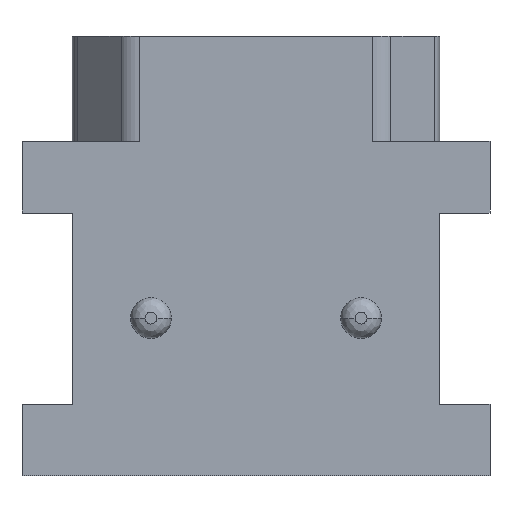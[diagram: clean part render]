
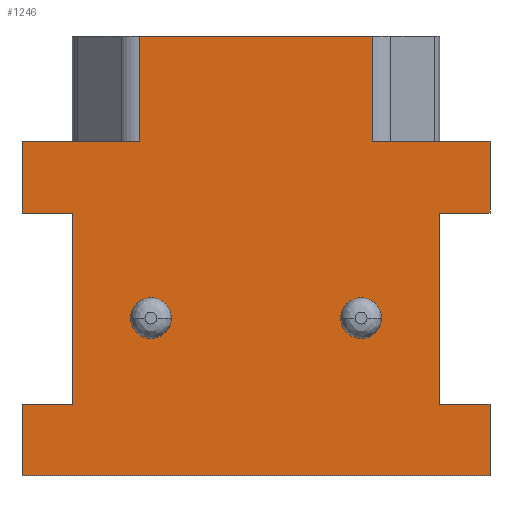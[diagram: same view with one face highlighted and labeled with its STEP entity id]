
A CAD part, front view. The second image highlights one B-rep face of the part: STEP entity #1246.
In plain terms, the highlighted planar face has unit normal (0, -1, 0).
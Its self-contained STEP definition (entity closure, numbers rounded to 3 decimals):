
#54=CARTESIAN_POINT('',(-2.2,-1.6,3.3));
#55=DIRECTION('',(0.,-1.,0.));
#56=DIRECTION('',(1.,0.,0.));
#57=AXIS2_PLACEMENT_3D('',#54,#55,#56);
#62=CARTESIAN_POINT('',(-2.2,-1.6,3.3));
#63=DIRECTION('',(0.,-1.,0.));
#64=DIRECTION('',(-1.,0.,0.));
#65=AXIS2_PLACEMENT_3D('',#62,#63,#64);
#70=CARTESIAN_POINT('',(2.2,-1.6,3.3));
#71=DIRECTION('',(0.,-1.,0.));
#72=DIRECTION('',(1.,0.,0.));
#73=AXIS2_PLACEMENT_3D('',#70,#71,#72);
#78=CARTESIAN_POINT('',(2.2,-1.6,3.3));
#79=DIRECTION('',(0.,-1.,0.));
#80=DIRECTION('',(-1.,0.,0.));
#81=AXIS2_PLACEMENT_3D('',#78,#79,#80);
#86=DIRECTION('',(0.,0.,1.));
#87=VECTOR('',#86,1.5);
#88=CARTESIAN_POINT('',(4.9,-1.6,5.5));
#89=LINE('',#88,#87);
#93=DIRECTION('',(0.,0.,1.));
#94=VECTOR('',#93,1.5);
#95=CARTESIAN_POINT('',(4.9,-1.6,0.));
#96=LINE('',#95,#94);
#100=DIRECTION('',(-1.,0.,0.));
#101=VECTOR('',#100,9.8);
#102=CARTESIAN_POINT('',(4.9,-1.6,0.));
#103=LINE('',#102,#101);
#107=DIRECTION('',(0.,0.,-1.));
#108=VECTOR('',#107,1.5);
#109=CARTESIAN_POINT('',(-4.9,-1.6,1.5));
#110=LINE('',#109,#108);
#114=DIRECTION('',(0.,0.,1.));
#115=VECTOR('',#114,4.);
#116=CARTESIAN_POINT('',(-3.85,-1.6,1.5));
#117=LINE('',#116,#115);
#121=DIRECTION('',(0.,0.,-1.));
#122=VECTOR('',#121,1.5);
#123=CARTESIAN_POINT('',(-4.9,-1.6,7.));
#124=LINE('',#123,#122);
#252=DIRECTION('',(0.,0.,-1.));
#253=VECTOR('',#252,2.2);
#254=CARTESIAN_POINT('',(2.442,-1.6,9.2));
#255=LINE('',#254,#253);
#331=DIRECTION('',(1.,0.,0.));
#332=VECTOR('',#331,4.884);
#333=CARTESIAN_POINT('',(-2.442,-1.6,9.2));
#334=LINE('',#333,#332);
#606=DIRECTION('',(-1.,0.,0.));
#607=VECTOR('',#606,2.458);
#608=CARTESIAN_POINT('',(4.9,-1.6,7.));
#609=LINE('',#608,#607);
#641=DIRECTION('',(-1.,0.,0.));
#642=VECTOR('',#641,2.458);
#643=CARTESIAN_POINT('',(-2.442,-1.6,7.));
#644=LINE('',#643,#642);
#662=DIRECTION('',(0.,0.,1.));
#663=VECTOR('',#662,4.);
#664=CARTESIAN_POINT('',(3.85,-1.6,1.5));
#665=LINE('',#664,#663);
#795=DIRECTION('',(0.,0.,-1.));
#796=VECTOR('',#795,2.2);
#797=CARTESIAN_POINT('',(-2.442,-1.6,9.2));
#798=LINE('',#797,#796);
#915=DIRECTION('',(-1.,0.,0.));
#916=VECTOR('',#915,1.05);
#917=CARTESIAN_POINT('',(4.9,-1.6,1.5));
#918=LINE('',#917,#916);
#929=DIRECTION('',(1.,0.,0.));
#930=VECTOR('',#929,1.05);
#931=CARTESIAN_POINT('',(3.85,-1.6,5.5));
#932=LINE('',#931,#930);
#950=DIRECTION('',(-1.,0.,0.));
#951=VECTOR('',#950,1.05);
#952=CARTESIAN_POINT('',(-3.85,-1.6,1.5));
#953=LINE('',#952,#951);
#985=DIRECTION('',(1.,0.,0.));
#986=VECTOR('',#985,1.05);
#987=CARTESIAN_POINT('',(-4.9,-1.6,5.5));
#988=LINE('',#987,#986);
#1016=CARTESIAN_POINT('',(-4.9,-1.6,7.));
#1017=CARTESIAN_POINT('',(-4.9,-1.6,5.5));
#1018=VERTEX_POINT('',#1016);
#1019=VERTEX_POINT('',#1017);
#1020=CARTESIAN_POINT('',(-4.9,-1.6,1.5));
#1021=CARTESIAN_POINT('',(-4.9,-1.6,0.));
#1022=VERTEX_POINT('',#1020);
#1023=VERTEX_POINT('',#1021);
#1024=CARTESIAN_POINT('',(4.9,-1.6,5.5));
#1025=CARTESIAN_POINT('',(4.9,-1.6,7.));
#1026=VERTEX_POINT('',#1024);
#1027=VERTEX_POINT('',#1025);
#1028=CARTESIAN_POINT('',(4.9,-1.6,0.));
#1029=CARTESIAN_POINT('',(4.9,-1.6,1.5));
#1030=VERTEX_POINT('',#1028);
#1031=VERTEX_POINT('',#1029);
#1056=CARTESIAN_POINT('',(-1.775,-1.6,3.3));
#1057=CARTESIAN_POINT('',(-2.625,-1.6,3.3));
#1058=VERTEX_POINT('',#1056);
#1059=VERTEX_POINT('',#1057);
#1060=CARTESIAN_POINT('',(2.625,-1.6,3.3));
#1061=CARTESIAN_POINT('',(1.775,-1.6,3.3));
#1062=VERTEX_POINT('',#1060);
#1063=VERTEX_POINT('',#1061);
#1120=CARTESIAN_POINT('',(-3.85,-1.6,5.5));
#1122=VERTEX_POINT('',#1120);
#1124=CARTESIAN_POINT('',(3.85,-1.6,5.5));
#1126=VERTEX_POINT('',#1124);
#1128=CARTESIAN_POINT('',(-3.85,-1.6,1.5));
#1130=VERTEX_POINT('',#1128);
#1132=CARTESIAN_POINT('',(3.85,-1.6,1.5));
#1134=VERTEX_POINT('',#1132);
#1144=CARTESIAN_POINT('',(2.442,-1.6,9.2));
#1145=CARTESIAN_POINT('',(2.442,-1.6,7.));
#1146=VERTEX_POINT('',#1144);
#1147=VERTEX_POINT('',#1145);
#1156=CARTESIAN_POINT('',(-2.442,-1.6,9.2));
#1157=VERTEX_POINT('',#1156);
#1158=CARTESIAN_POINT('',(-2.442,-1.6,7.));
#1159=VERTEX_POINT('',#1158);
#1196=CARTESIAN_POINT('',(-2.675,-1.6,0.));
#1197=DIRECTION('',(0.,-1.,0.));
#1198=DIRECTION('',(1.,0.,0.));
#1199=AXIS2_PLACEMENT_3D('',#1196,#1197,#1198);
#1200=PLANE('',#1199);
#1202=ORIENTED_EDGE('',*,*,#1201,.T.);
#1204=ORIENTED_EDGE('',*,*,#1203,.F.);
#1206=ORIENTED_EDGE('',*,*,#1205,.F.);
#1208=ORIENTED_EDGE('',*,*,#1207,.F.);
#1210=ORIENTED_EDGE('',*,*,#1209,.F.);
#1212=ORIENTED_EDGE('',*,*,#1211,.F.);
#1214=ORIENTED_EDGE('',*,*,#1213,.F.);
#1215=ORIENTED_EDGE('',*,*,#1173,.T.);
#1217=ORIENTED_EDGE('',*,*,#1216,.F.);
#1219=ORIENTED_EDGE('',*,*,#1218,.F.);
#1221=ORIENTED_EDGE('',*,*,#1220,.T.);
#1223=ORIENTED_EDGE('',*,*,#1222,.F.);
#1225=ORIENTED_EDGE('',*,*,#1224,.F.);
#1227=ORIENTED_EDGE('',*,*,#1226,.F.);
#1229=ORIENTED_EDGE('',*,*,#1228,.F.);
#1231=ORIENTED_EDGE('',*,*,#1230,.T.);
#1232=EDGE_LOOP('',(#1202,#1204,#1206,#1208,#1210,#1212,#1214,#1215,#1217,#1219,
#1221,#1223,#1225,#1227,#1229,#1231));
#1233=FACE_OUTER_BOUND('',#1232,.F.);
#1235=ORIENTED_EDGE('',*,*,#1234,.T.);
#1237=ORIENTED_EDGE('',*,*,#1236,.T.);
#1238=EDGE_LOOP('',(#1235,#1237));
#1239=FACE_BOUND('',#1238,.F.);
#1241=ORIENTED_EDGE('',*,*,#1240,.T.);
#1243=ORIENTED_EDGE('',*,*,#1242,.T.);
#1244=EDGE_LOOP('',(#1241,#1243));
#1245=FACE_BOUND('',#1244,.F.);
#1246=ADVANCED_FACE('',(#1233,#1239,#1245),#1200,.T.);
#58=CIRCLE('',#57,0.425);
#66=CIRCLE('',#65,0.425);
#74=CIRCLE('',#73,0.425);
#82=CIRCLE('',#81,0.425);
#1173=EDGE_CURVE('',#1030,#1023,#103,.T.);
#1201=EDGE_CURVE('',#1146,#1147,#255,.T.);
#1203=EDGE_CURVE('',#1027,#1147,#609,.T.);
#1205=EDGE_CURVE('',#1026,#1027,#89,.T.);
#1207=EDGE_CURVE('',#1126,#1026,#932,.T.);
#1209=EDGE_CURVE('',#1134,#1126,#665,.T.);
#1211=EDGE_CURVE('',#1031,#1134,#918,.T.);
#1213=EDGE_CURVE('',#1030,#1031,#96,.T.);
#1216=EDGE_CURVE('',#1022,#1023,#110,.T.);
#1218=EDGE_CURVE('',#1130,#1022,#953,.T.);
#1220=EDGE_CURVE('',#1130,#1122,#117,.T.);
#1222=EDGE_CURVE('',#1019,#1122,#988,.T.);
#1224=EDGE_CURVE('',#1018,#1019,#124,.T.);
#1226=EDGE_CURVE('',#1159,#1018,#644,.T.);
#1228=EDGE_CURVE('',#1157,#1159,#798,.T.);
#1230=EDGE_CURVE('',#1157,#1146,#334,.T.);
#1234=EDGE_CURVE('',#1058,#1059,#58,.T.);
#1236=EDGE_CURVE('',#1059,#1058,#66,.T.);
#1240=EDGE_CURVE('',#1062,#1063,#74,.T.);
#1242=EDGE_CURVE('',#1063,#1062,#82,.T.);
